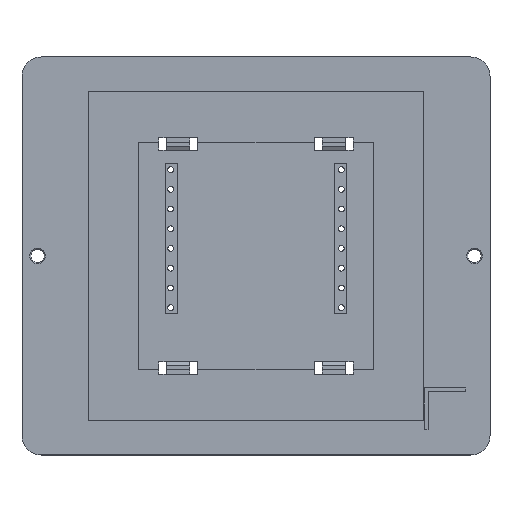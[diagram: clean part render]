
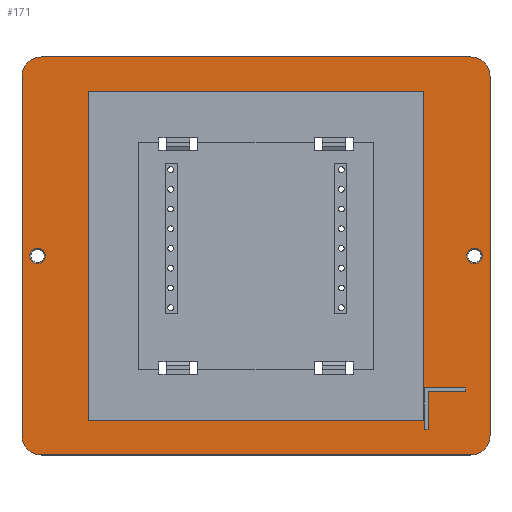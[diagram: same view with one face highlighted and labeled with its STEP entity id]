
A CAD part, top view. The second image highlights one B-rep face of the part: STEP entity #171.
In plain terms, the highlighted planar face has unit normal (0, 0, 1).
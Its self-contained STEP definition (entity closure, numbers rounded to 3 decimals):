
#171=ADVANCED_FACE('',(#1003,#1004,#1005,#1006,#1007),#303,.T.);
#303=PLANE('',#2703);
#403=LINE('',#3574,#703);
#404=LINE('',#3579,#704);
#405=LINE('',#3583,#705);
#406=LINE('',#3587,#706);
#407=LINE('',#3590,#707);
#408=LINE('',#3593,#708);
#409=LINE('',#3595,#709);
#410=LINE('',#3597,#710);
#411=LINE('',#3598,#711);
#412=LINE('',#3601,#712);
#413=LINE('',#3603,#713);
#414=LINE('',#3605,#714);
#415=LINE('',#3607,#715);
#416=LINE('',#3609,#716);
#703=VECTOR('',#2893,1.);
#704=VECTOR('',#2896,1.);
#705=VECTOR('',#2899,1.);
#706=VECTOR('',#2902,1.);
#707=VECTOR('',#2905,1.);
#708=VECTOR('',#2906,1.);
#709=VECTOR('',#2907,1.);
#710=VECTOR('',#2908,1.);
#711=VECTOR('',#2909,1.);
#712=VECTOR('',#2910,1.);
#713=VECTOR('',#2911,1.);
#714=VECTOR('',#2912,1.);
#715=VECTOR('',#2913,1.);
#716=VECTOR('',#2914,1.);
#1003=FACE_BOUND('',#1108,.T.);
#1004=FACE_BOUND('',#1109,.T.);
#1005=FACE_BOUND('',#1110,.T.);
#1006=FACE_BOUND('',#1111,.T.);
#1007=FACE_BOUND('',#1112,.T.);
#1108=EDGE_LOOP('',(#1310));
#1109=EDGE_LOOP('',(#1311));
#1110=EDGE_LOOP('',(#1312,#1313,#1314,#1315,#1316,#1317,#1318,#1319));
#1111=EDGE_LOOP('',(#1320,#1321,#1322,#1323));
#1112=EDGE_LOOP('',(#1324,#1325,#1326,#1327,#1328,#1329));
#1310=ORIENTED_EDGE('',*,*,#2280,.T.);
#1311=ORIENTED_EDGE('',*,*,#2281,.T.);
#1312=ORIENTED_EDGE('',*,*,#2282,.T.);
#1313=ORIENTED_EDGE('',*,*,#2283,.T.);
#1314=ORIENTED_EDGE('',*,*,#2284,.T.);
#1315=ORIENTED_EDGE('',*,*,#2285,.T.);
#1316=ORIENTED_EDGE('',*,*,#2286,.T.);
#1317=ORIENTED_EDGE('',*,*,#2287,.T.);
#1318=ORIENTED_EDGE('',*,*,#2288,.T.);
#1319=ORIENTED_EDGE('',*,*,#2289,.T.);
#1320=ORIENTED_EDGE('',*,*,#2290,.T.);
#1321=ORIENTED_EDGE('',*,*,#2291,.T.);
#1322=ORIENTED_EDGE('',*,*,#2292,.T.);
#1323=ORIENTED_EDGE('',*,*,#2293,.T.);
#1324=ORIENTED_EDGE('',*,*,#2294,.T.);
#1325=ORIENTED_EDGE('',*,*,#2295,.T.);
#1326=ORIENTED_EDGE('',*,*,#2296,.T.);
#1327=ORIENTED_EDGE('',*,*,#2297,.T.);
#1328=ORIENTED_EDGE('',*,*,#2298,.T.);
#1329=ORIENTED_EDGE('',*,*,#2299,.T.);
#2026=VERTEX_POINT('',#3571);
#2027=VERTEX_POINT('',#3573);
#2028=VERTEX_POINT('',#3575);
#2029=VERTEX_POINT('',#3576);
#2030=VERTEX_POINT('',#3578);
#2031=VERTEX_POINT('',#3580);
#2032=VERTEX_POINT('',#3582);
#2033=VERTEX_POINT('',#3584);
#2034=VERTEX_POINT('',#3586);
#2035=VERTEX_POINT('',#3588);
#2036=VERTEX_POINT('',#3591);
#2037=VERTEX_POINT('',#3592);
#2038=VERTEX_POINT('',#3594);
#2039=VERTEX_POINT('',#3596);
#2040=VERTEX_POINT('',#3599);
#2041=VERTEX_POINT('',#3600);
#2042=VERTEX_POINT('',#3602);
#2043=VERTEX_POINT('',#3604);
#2044=VERTEX_POINT('',#3606);
#2045=VERTEX_POINT('',#3608);
#2280=EDGE_CURVE('',#2026,#2026,#2638,.T.);
#2281=EDGE_CURVE('',#2027,#2027,#2639,.T.);
#2282=EDGE_CURVE('',#2028,#2029,#403,.T.);
#2283=EDGE_CURVE('',#2029,#2030,#2640,.T.);
#2284=EDGE_CURVE('',#2030,#2031,#404,.T.);
#2285=EDGE_CURVE('',#2031,#2032,#2641,.T.);
#2286=EDGE_CURVE('',#2032,#2033,#405,.T.);
#2287=EDGE_CURVE('',#2033,#2034,#2642,.T.);
#2288=EDGE_CURVE('',#2034,#2035,#406,.T.);
#2289=EDGE_CURVE('',#2035,#2028,#2643,.T.);
#2290=EDGE_CURVE('',#2036,#2037,#407,.T.);
#2291=EDGE_CURVE('',#2037,#2038,#408,.T.);
#2292=EDGE_CURVE('',#2038,#2039,#409,.T.);
#2293=EDGE_CURVE('',#2039,#2036,#410,.T.);
#2294=EDGE_CURVE('',#2040,#2041,#411,.T.);
#2295=EDGE_CURVE('',#2041,#2042,#412,.T.);
#2296=EDGE_CURVE('',#2042,#2043,#413,.T.);
#2297=EDGE_CURVE('',#2043,#2044,#414,.T.);
#2298=EDGE_CURVE('',#2044,#2045,#415,.T.);
#2299=EDGE_CURVE('',#2045,#2040,#416,.T.);
#2638=CIRCLE('',#2697,2.);
#2639=CIRCLE('',#2698,2.);
#2640=CIRCLE('',#2699,5.);
#2641=CIRCLE('',#2700,5.);
#2642=CIRCLE('',#2701,5.);
#2643=CIRCLE('',#2702,5.);
#2697=AXIS2_PLACEMENT_3D('',#3570,#2889,#2890);
#2698=AXIS2_PLACEMENT_3D('',#3572,#2891,#2892);
#2699=AXIS2_PLACEMENT_3D('',#3577,#2894,#2895);
#2700=AXIS2_PLACEMENT_3D('',#3581,#2897,#2898);
#2701=AXIS2_PLACEMENT_3D('',#3585,#2900,#2901);
#2702=AXIS2_PLACEMENT_3D('',#3589,#2903,#2904);
#2703=AXIS2_PLACEMENT_3D('',#3610,#2915,#2916);
#2889=DIRECTION('',(0.,0.,-1.));
#2890=DIRECTION('',(1.,0.,0.));
#2891=DIRECTION('',(0.,0.,-1.));
#2892=DIRECTION('',(1.,0.,0.));
#2893=DIRECTION('',(0.,-1.,0.));
#2894=DIRECTION('',(0.,0.,1.));
#2895=DIRECTION('',(1.,0.,0.));
#2896=DIRECTION('',(1.,0.,0.));
#2897=DIRECTION('',(0.,0.,1.));
#2898=DIRECTION('',(1.,0.,0.));
#2899=DIRECTION('',(0.,1.,0.));
#2900=DIRECTION('',(0.,0.,1.));
#2901=DIRECTION('',(1.,0.,0.));
#2902=DIRECTION('',(-1.,0.,0.));
#2903=DIRECTION('',(0.,0.,1.));
#2904=DIRECTION('',(1.,0.,0.));
#2905=DIRECTION('',(-1.,0.,0.));
#2906=DIRECTION('',(0.,1.,0.));
#2907=DIRECTION('',(1.,0.,0.));
#2908=DIRECTION('',(0.,-1.,0.));
#2909=DIRECTION('',(-1.,0.,0.));
#2910=DIRECTION('',(0.,1.,0.));
#2911=DIRECTION('',(1.,0.,0.));
#2912=DIRECTION('',(0.,-1.,0.));
#2913=DIRECTION('',(-1.,0.,0.));
#2914=DIRECTION('',(0.,-1.,0.));
#2915=DIRECTION('',(0.,0.,1.));
#2916=DIRECTION('',(1.,0.,0.));
#3570=CARTESIAN_POINT('',(107.,41.75,-3.));
#3571=CARTESIAN_POINT('',(109.,41.75,-3.));
#3572=CARTESIAN_POINT('',(-5.5,41.75,-3.));
#3573=CARTESIAN_POINT('',(-3.5,41.75,-3.));
#3574=CARTESIAN_POINT('',(-9.5,88.,-3.));
#3575=CARTESIAN_POINT('',(-9.5,88.,-3.));
#3576=CARTESIAN_POINT('',(-9.5,-4.5,-3.));
#3577=CARTESIAN_POINT('',(-4.5,-4.5,-3.));
#3578=CARTESIAN_POINT('',(-4.5,-9.5,-3.));
#3579=CARTESIAN_POINT('',(-4.5,-9.5,-3.));
#3580=CARTESIAN_POINT('',(106.,-9.5,-3.));
#3581=CARTESIAN_POINT('',(106.,-4.5,-3.));
#3582=CARTESIAN_POINT('',(111.,-4.5,-3.));
#3583=CARTESIAN_POINT('',(111.,-4.5,-3.));
#3584=CARTESIAN_POINT('',(111.,88.,-3.));
#3585=CARTESIAN_POINT('',(106.,88.,-3.));
#3586=CARTESIAN_POINT('',(106.,93.,-3.));
#3587=CARTESIAN_POINT('',(106.,93.,-3.));
#3588=CARTESIAN_POINT('',(-4.5,93.,-3.));
#3589=CARTESIAN_POINT('',(-4.5,88.,-3.));
#3590=CARTESIAN_POINT('',(94.,-0.5,-3.));
#3591=CARTESIAN_POINT('',(94.,-0.5,-3.));
#3592=CARTESIAN_POINT('',(7.5,-0.5,-3.));
#3593=CARTESIAN_POINT('',(7.5,-0.5,-3.));
#3594=CARTESIAN_POINT('',(7.5,84.,-3.));
#3595=CARTESIAN_POINT('',(7.5,84.,-3.));
#3596=CARTESIAN_POINT('',(94.,84.,-3.));
#3597=CARTESIAN_POINT('',(94.,84.,-3.));
#3598=CARTESIAN_POINT('',(-4.5,-2.9,-3.));
#3599=CARTESIAN_POINT('',(95.05,-2.9,-3.));
#3600=CARTESIAN_POINT('',(94.05,-2.9,-3.));
#3601=CARTESIAN_POINT('',(94.05,-4.5,-3.));
#3602=CARTESIAN_POINT('',(94.05,7.8,-3.));
#3603=CARTESIAN_POINT('',(-4.5,7.8,-3.));
#3604=CARTESIAN_POINT('',(104.75,7.8,-3.));
#3605=CARTESIAN_POINT('',(104.75,-4.5,-3.));
#3606=CARTESIAN_POINT('',(104.75,6.8,-3.));
#3607=CARTESIAN_POINT('',(-4.5,6.8,-3.));
#3608=CARTESIAN_POINT('',(95.05,6.8,-3.));
#3609=CARTESIAN_POINT('',(95.05,-4.5,-3.));
#3610=CARTESIAN_POINT('',(-4.5,-4.5,-3.));
